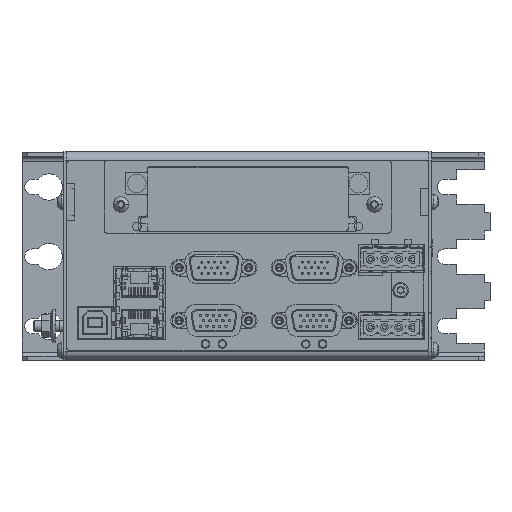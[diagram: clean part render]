
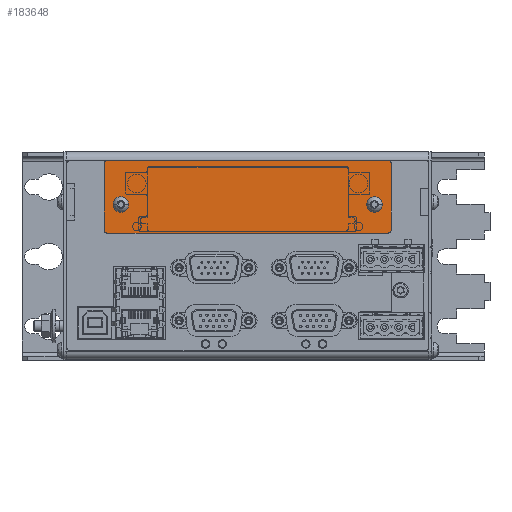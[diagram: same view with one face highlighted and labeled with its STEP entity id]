
A CAD part, top view. The second image highlights one B-rep face of the part: STEP entity #183648.
In plain terms, the highlighted planar face has unit normal (0, 0, 1).
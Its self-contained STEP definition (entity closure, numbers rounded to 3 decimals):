
#183353=CARTESIAN_POINT('',(-50.5,12.,0.5));
#183354=DIRECTION('',(0.,0.,-1.));
#183355=DIRECTION('',(-1.,0.,0.));
#183356=AXIS2_PLACEMENT_3D('',#183353,#183354,#183355);
#183358=DIRECTION('',(1.,0.,0.));
#183359=VECTOR('',#183358,101.);
#183360=CARTESIAN_POINT('',(-50.5,13.,0.5));
#183361=LINE('',#183360,#183359);
#183362=CARTESIAN_POINT('',(50.5,12.,0.5));
#183363=DIRECTION('',(0.,0.,-1.));
#183364=DIRECTION('',(0.,1.,0.));
#183365=AXIS2_PLACEMENT_3D('',#183362,#183363,#183364);
#183367=DIRECTION('',(0.,-1.,0.));
#183368=VECTOR('',#183367,24.);
#183369=CARTESIAN_POINT('',(51.5,12.,0.5));
#183370=LINE('',#183369,#183368);
#183371=CARTESIAN_POINT('',(50.5,-12.,0.5));
#183372=DIRECTION('',(0.,0.,-1.));
#183373=DIRECTION('',(1.,0.,0.));
#183374=AXIS2_PLACEMENT_3D('',#183371,#183372,#183373);
#183376=DIRECTION('',(-1.,0.,0.));
#183377=VECTOR('',#183376,101.);
#183378=CARTESIAN_POINT('',(50.5,-13.,0.5));
#183379=LINE('',#183378,#183377);
#183380=CARTESIAN_POINT('',(-50.5,-12.,0.5));
#183381=DIRECTION('',(0.,0.,-1.));
#183382=DIRECTION('',(0.,-1.,0.));
#183383=AXIS2_PLACEMENT_3D('',#183380,#183381,#183382);
#183385=DIRECTION('',(0.,1.,0.));
#183386=VECTOR('',#183385,24.);
#183387=CARTESIAN_POINT('',(-51.5,-12.,0.5));
#183388=LINE('',#183387,#183386);
#183389=CARTESIAN_POINT('',(45.5,-2.75,0.5));
#183390=DIRECTION('',(0.,0.,1.));
#183391=DIRECTION('',(-1.,0.,0.));
#183392=AXIS2_PLACEMENT_3D('',#183389,#183390,#183391);
#183394=CARTESIAN_POINT('',(45.5,-2.75,0.5));
#183395=DIRECTION('',(0.,0.,1.));
#183396=DIRECTION('',(1.,0.,0.));
#183397=AXIS2_PLACEMENT_3D('',#183394,#183395,#183396);
#183399=CARTESIAN_POINT('',(-45.5,-2.75,0.5));
#183400=DIRECTION('',(0.,0.,1.));
#183401=DIRECTION('',(-1.,0.,0.));
#183402=AXIS2_PLACEMENT_3D('',#183399,#183400,#183401);
#183404=CARTESIAN_POINT('',(-45.5,-2.75,0.5));
#183405=DIRECTION('',(0.,0.,1.));
#183406=DIRECTION('',(1.,0.,0.));
#183407=AXIS2_PLACEMENT_3D('',#183404,#183405,#183406);
#183449=CARTESIAN_POINT('',(47.1,-2.75,0.5));
#183450=VERTEX_POINT('',#183449);
#183451=CARTESIAN_POINT('',(43.9,-2.75,0.5));
#183452=VERTEX_POINT('',#183451);
#183453=CARTESIAN_POINT('',(-51.5,12.,0.5));
#183454=CARTESIAN_POINT('',(-50.5,13.,0.5));
#183455=VERTEX_POINT('',#183453);
#183456=VERTEX_POINT('',#183454);
#183457=CARTESIAN_POINT('',(50.5,13.,0.5));
#183458=VERTEX_POINT('',#183457);
#183459=CARTESIAN_POINT('',(51.5,12.,0.5));
#183460=VERTEX_POINT('',#183459);
#183461=CARTESIAN_POINT('',(51.5,-12.,0.5));
#183462=VERTEX_POINT('',#183461);
#183463=CARTESIAN_POINT('',(50.5,-13.,0.5));
#183464=VERTEX_POINT('',#183463);
#183465=CARTESIAN_POINT('',(-50.5,-13.,0.5));
#183466=VERTEX_POINT('',#183465);
#183467=CARTESIAN_POINT('',(-51.5,-12.,0.5));
#183468=VERTEX_POINT('',#183467);
#183469=CARTESIAN_POINT('',(-47.1,-2.75,0.5));
#183470=CARTESIAN_POINT('',(-43.9,-2.75,0.5));
#183471=VERTEX_POINT('',#183469);
#183472=VERTEX_POINT('',#183470);
#183621=CARTESIAN_POINT('',(0.,0.,0.5));
#183622=DIRECTION('',(0.,0.,1.));
#183623=DIRECTION('',(1.,0.,0.));
#183624=AXIS2_PLACEMENT_3D('',#183621,#183622,#183623);
#183625=PLANE('',#183624);
#183626=ORIENTED_EDGE('',*,*,#183517,.T.);
#183627=ORIENTED_EDGE('',*,*,#183533,.T.);
#183628=ORIENTED_EDGE('',*,*,#183546,.T.);
#183629=ORIENTED_EDGE('',*,*,#183559,.T.);
#183630=ORIENTED_EDGE('',*,*,#183574,.T.);
#183631=ORIENTED_EDGE('',*,*,#183587,.T.);
#183632=ORIENTED_EDGE('',*,*,#183602,.T.);
#183633=ORIENTED_EDGE('',*,*,#183614,.T.);
#183634=EDGE_LOOP('',(#183626,#183627,#183628,#183629,#183630,#183631,#183632,
#183633));
#183635=FACE_OUTER_BOUND('',#183634,.F.);
#183637=ORIENTED_EDGE('',*,*,#183636,.T.);
#183639=ORIENTED_EDGE('',*,*,#183638,.T.);
#183640=EDGE_LOOP('',(#183637,#183639));
#183641=FACE_BOUND('',#183640,.F.);
#183643=ORIENTED_EDGE('',*,*,#183642,.T.);
#183645=ORIENTED_EDGE('',*,*,#183644,.T.);
#183646=EDGE_LOOP('',(#183643,#183645));
#183647=FACE_BOUND('',#183646,.F.);
#183357=CIRCLE('',#183356,1.);
#183366=CIRCLE('',#183365,1.);
#183375=CIRCLE('',#183374,1.);
#183384=CIRCLE('',#183383,1.);
#183393=CIRCLE('',#183392,1.6);
#183398=CIRCLE('',#183397,1.6);
#183403=CIRCLE('',#183402,1.6);
#183408=CIRCLE('',#183407,1.6);
#183517=EDGE_CURVE('',#183455,#183456,#183357,.T.);
#183533=EDGE_CURVE('',#183456,#183458,#183361,.T.);
#183546=EDGE_CURVE('',#183458,#183460,#183366,.T.);
#183559=EDGE_CURVE('',#183460,#183462,#183370,.T.);
#183574=EDGE_CURVE('',#183462,#183464,#183375,.T.);
#183587=EDGE_CURVE('',#183464,#183466,#183379,.T.);
#183602=EDGE_CURVE('',#183466,#183468,#183384,.T.);
#183614=EDGE_CURVE('',#183468,#183455,#183388,.T.);
#183636=EDGE_CURVE('',#183452,#183450,#183393,.T.);
#183638=EDGE_CURVE('',#183450,#183452,#183398,.T.);
#183642=EDGE_CURVE('',#183471,#183472,#183403,.T.);
#183644=EDGE_CURVE('',#183472,#183471,#183408,.T.);
#183648=ADVANCED_FACE('',(#183635,#183641,#183647),#183625,.T.);
